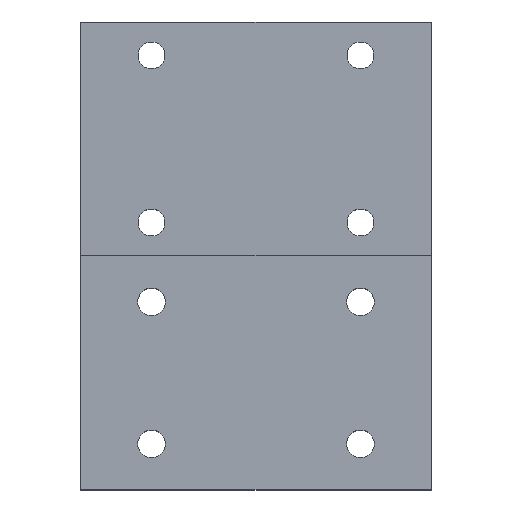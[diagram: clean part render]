
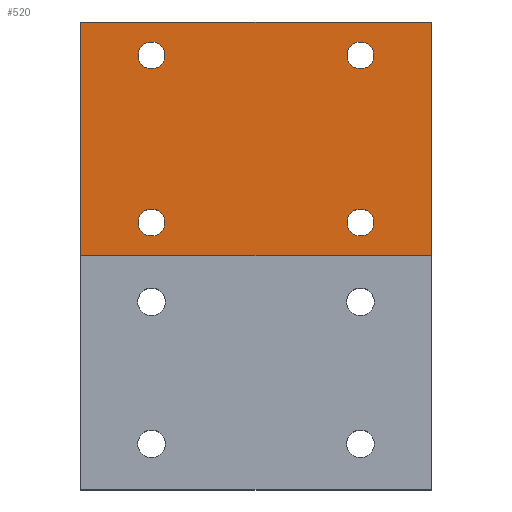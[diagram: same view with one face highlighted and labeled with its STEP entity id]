
A CAD part, top view. The second image highlights one B-rep face of the part: STEP entity #520.
In plain terms, the highlighted planar face has unit normal (0, 0, 1).
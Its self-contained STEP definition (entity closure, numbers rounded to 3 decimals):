
#43=FACE_BOUND('',#139,.T.);
#44=FACE_BOUND('',#140,.T.);
#45=FACE_BOUND('',#141,.T.);
#46=FACE_BOUND('',#142,.T.);
#75=CIRCLE('',#583,1.6);
#76=CIRCLE('',#584,1.6);
#77=CIRCLE('',#585,1.6);
#78=CIRCLE('',#586,1.6);
#102=FACE_OUTER_BOUND('',#138,.T.);
#138=EDGE_LOOP('',(#409,#410,#411,#412));
#139=EDGE_LOOP('',(#413));
#140=EDGE_LOOP('',(#414));
#141=EDGE_LOOP('',(#415));
#142=EDGE_LOOP('',(#416));
#163=LINE('',#791,#193);
#169=LINE('',#803,#199);
#175=LINE('',#815,#205);
#180=LINE('',#872,#210);
#193=VECTOR('',#623,42.);
#199=VECTOR('',#631,28.);
#205=VECTOR('',#641,28.);
#210=VECTOR('',#700,42.);
#223=VERTEX_POINT('',#789);
#224=VERTEX_POINT('',#790);
#229=VERTEX_POINT('',#801);
#233=VERTEX_POINT('',#814);
#259=VERTEX_POINT('',#874);
#260=VERTEX_POINT('',#876);
#261=VERTEX_POINT('',#878);
#262=VERTEX_POINT('',#880);
#279=EDGE_CURVE('',#223,#224,#163,.T.);
#285=EDGE_CURVE('',#224,#229,#169,.T.);
#291=EDGE_CURVE('',#233,#223,#175,.T.);
#320=EDGE_CURVE('',#229,#233,#180,.T.);
#321=EDGE_CURVE('',#259,#259,#75,.T.);
#322=EDGE_CURVE('',#260,#260,#76,.T.);
#323=EDGE_CURVE('',#261,#261,#77,.T.);
#324=EDGE_CURVE('',#262,#262,#78,.T.);
#409=ORIENTED_EDGE('',*,*,#285,.T.);
#410=ORIENTED_EDGE('',*,*,#320,.T.);
#411=ORIENTED_EDGE('',*,*,#291,.T.);
#412=ORIENTED_EDGE('',*,*,#279,.T.);
#413=ORIENTED_EDGE('',*,*,#321,.F.);
#414=ORIENTED_EDGE('',*,*,#322,.F.);
#415=ORIENTED_EDGE('',*,*,#323,.F.);
#416=ORIENTED_EDGE('',*,*,#324,.F.);
#508=PLANE('',#582);
#520=ADVANCED_FACE('',(#102,#43,#44,#45,#46),#508,.T.);
#582=AXIS2_PLACEMENT_3D('',#873,#701,#702);
#583=AXIS2_PLACEMENT_3D('',#875,#703,#704);
#584=AXIS2_PLACEMENT_3D('',#877,#705,#706);
#585=AXIS2_PLACEMENT_3D('',#879,#707,#708);
#586=AXIS2_PLACEMENT_3D('',#881,#709,#710);
#623=DIRECTION('',(-1.,0.,0.));
#631=DIRECTION('',(0.,-1.,0.));
#641=DIRECTION('',(0.,1.,0.));
#700=DIRECTION('',(1.,0.,0.));
#701=DIRECTION('center_axis',(0.,0.,1.));
#702=DIRECTION('ref_axis',(1.,0.,0.));
#703=DIRECTION('center_axis',(0.,0.,1.));
#704=DIRECTION('ref_axis',(1.,0.,0.));
#705=DIRECTION('center_axis',(0.,0.,1.));
#706=DIRECTION('ref_axis',(1.,0.,0.));
#707=DIRECTION('center_axis',(0.,0.,1.));
#708=DIRECTION('ref_axis',(1.,0.,0.));
#709=DIRECTION('center_axis',(0.,0.,1.));
#710=DIRECTION('ref_axis',(1.,0.,0.));
#789=CARTESIAN_POINT('',(42.,0.,5.5));
#790=CARTESIAN_POINT('',(0.,0.,5.5));
#791=CARTESIAN_POINT('',(42.,0.,5.5));
#801=CARTESIAN_POINT('',(0.,-28.,5.5));
#803=CARTESIAN_POINT('',(0.,0.,5.5));
#814=CARTESIAN_POINT('',(42.,-28.,5.5));
#815=CARTESIAN_POINT('',(42.,-28.,5.5));
#872=CARTESIAN_POINT('',(0.,-28.,5.5));
#873=CARTESIAN_POINT('Origin',(0.,0.,5.5));
#874=CARTESIAN_POINT('',(35.1,-4.,5.5));
#875=CARTESIAN_POINT('Origin',(33.5,-4.,5.5));
#876=CARTESIAN_POINT('',(10.1,-4.,5.5));
#877=CARTESIAN_POINT('Origin',(8.5,-4.,5.5));
#878=CARTESIAN_POINT('',(10.1,-24.,5.5));
#879=CARTESIAN_POINT('Origin',(8.5,-24.,5.5));
#880=CARTESIAN_POINT('',(35.1,-24.,5.5));
#881=CARTESIAN_POINT('Origin',(33.5,-24.,5.5));
